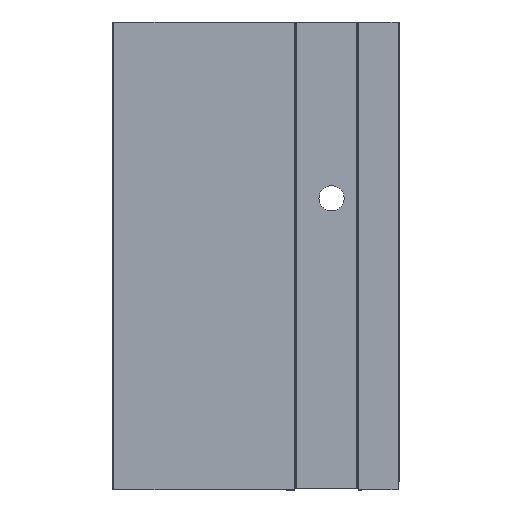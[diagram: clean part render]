
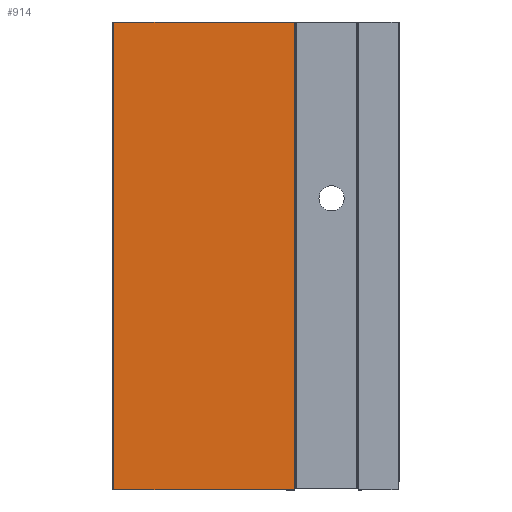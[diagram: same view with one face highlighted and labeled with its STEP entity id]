
A CAD part, left-side view. The second image highlights one B-rep face of the part: STEP entity #914.
In plain terms, the highlighted planar face has unit normal (-1, 0, 0).
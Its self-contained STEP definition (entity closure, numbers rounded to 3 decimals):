
#78 = LINE ( 'NONE', #7574, #3745 ) ;
#914 = ADVANCED_FACE ( 'NONE', ( #5911 ), #8716, .F. ) ;
#1835 = VECTOR ( 'NONE', #8074, 1000. ) ;
#2043 = ORIENTED_EDGE ( 'NONE', *, *, #3928, .F. ) ;
#3355 = CARTESIAN_POINT ( 'NONE',  ( -30., 159., 0. ) ) ;
#3598 = EDGE_LOOP ( 'NONE', ( #2043, #16589, #13687, #12225 ) ) ;
#3745 = VECTOR ( 'NONE', #6298, 1000. ) ;
#3764 = CARTESIAN_POINT ( 'NONE',  ( -30., 58.7, -260.2 ) ) ;
#3848 = CARTESIAN_POINT ( 'NONE',  ( -30., 159., -260.2 ) ) ;
#3928 = EDGE_CURVE ( 'NONE', #11439, #14957, #78, .T. ) ;
#3983 = CARTESIAN_POINT ( 'NONE',  ( -30., 159., 0. ) ) ;
#4195 = EDGE_CURVE ( 'NONE', #6988, #12471, #7296, .T. ) ;
#5080 = CARTESIAN_POINT ( 'NONE',  ( -30., 159., 0. ) ) ;
#5911 = FACE_OUTER_BOUND ( 'NONE', #3598, .T. ) ;
#6298 = DIRECTION ( 'NONE',  ( 0., 0., -1. ) ) ;
#6988 = VERTEX_POINT ( 'NONE', #5080 ) ;
#7296 = LINE ( 'NONE', #14963, #9726 ) ;
#7574 = CARTESIAN_POINT ( 'NONE',  ( -30., 58.7, 0. ) ) ;
#8074 = DIRECTION ( 'NONE',  ( 0., 1., 0. ) ) ;
#8490 = VECTOR ( 'NONE', #9170, 1000. ) ;
#8716 = PLANE ( 'NONE',  #12555 ) ;
#9170 = DIRECTION ( 'NONE',  ( 0., -1., 0. ) ) ;
#9485 = CARTESIAN_POINT ( 'NONE',  ( -30., 58.7, 0. ) ) ;
#9726 = VECTOR ( 'NONE', #12578, 1000. ) ;
#10471 = EDGE_CURVE ( 'NONE', #14957, #12471, #14149, .T. ) ;
#11439 = VERTEX_POINT ( 'NONE', #9485 ) ;
#12225 = ORIENTED_EDGE ( 'NONE', *, *, #10471, .F. ) ;
#12471 = VERTEX_POINT ( 'NONE', #15794 ) ;
#12555 = AXIS2_PLACEMENT_3D ( 'NONE', #3355, #16215, #13573 ) ;
#12578 = DIRECTION ( 'NONE',  ( 0., 0., -1. ) ) ;
#13573 = DIRECTION ( 'NONE',  ( 0., 1., 0. ) ) ;
#13687 = ORIENTED_EDGE ( 'NONE', *, *, #4195, .T. ) ;
#14149 = LINE ( 'NONE', #3848, #1835 ) ;
#14396 = EDGE_CURVE ( 'NONE', #6988, #11439, #15647, .T. ) ;
#14957 = VERTEX_POINT ( 'NONE', #3764 ) ;
#14963 = CARTESIAN_POINT ( 'NONE',  ( -30., 159., 0. ) ) ;
#15647 = LINE ( 'NONE', #3983, #8490 ) ;
#15794 = CARTESIAN_POINT ( 'NONE',  ( -30., 159., -260.2 ) ) ;
#16215 = DIRECTION ( 'NONE',  ( 1., 0., 0. ) ) ;
#16589 = ORIENTED_EDGE ( 'NONE', *, *, #14396, .F. ) ;
